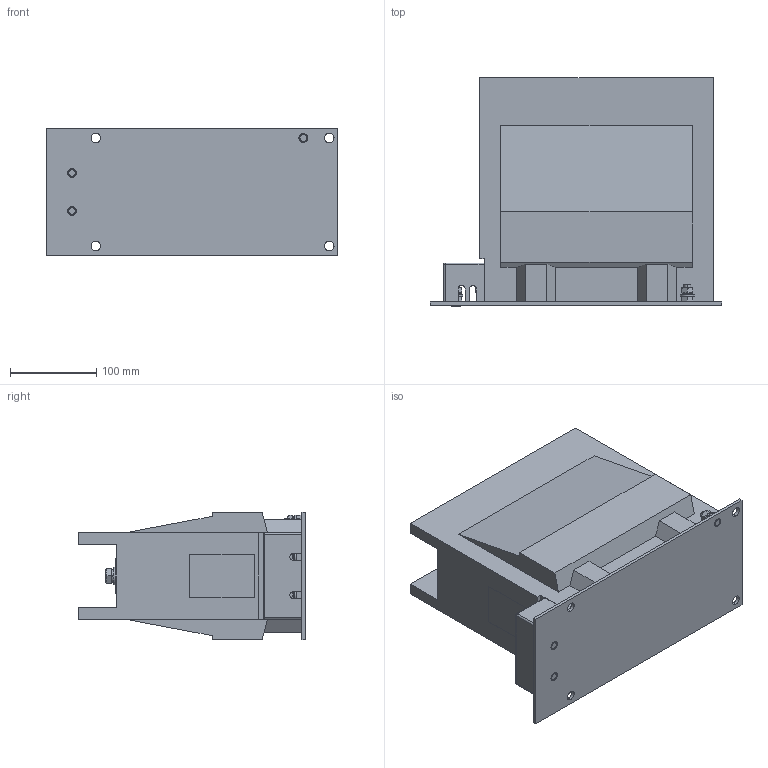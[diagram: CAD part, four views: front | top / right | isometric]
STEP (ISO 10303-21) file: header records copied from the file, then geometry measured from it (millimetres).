
FILE_DESCRIPTION (( 'STEP AP214' ), '1' );
FILE_NAME ('ﾒﾋﾊ-ﾑﾒ-10-4ﾌ_ﾒﾎﾋ-ﾑﾒ-10-4ﾌ .STEP', '2023-08-09T19:33:22', ( '' ), ( '' ), 'SwSTEP 2.0', 'SolidWorks 2019', '' );
FILE_SCHEMA (( 'AUTOMOTIVE_DESIGN' ));
Length unit declared in the file: millimetre
Products named in the file (1): ﾒﾋﾊ-ﾑﾒ-10-4ﾌ_ﾒﾎﾋ-ﾑﾒ-10-4ﾌ 
Bounding box: 337.5 x 263.6 x 148 mm (x, y, z)
Volume: 7513927.8 mm3; surface area: 384033.4 mm2
Topology: 41 solids, 41 shells, 1043 faces, 2660 edges, 1738 vertices
Faces by surface type: plane 543, cylinder 193, bspline 154, cone 125, torus 22, sphere 6
Entity records: 48865 total; most frequent: CARTESIAN_POINT 12650, ORIENTED_EDGE 5308, DIRECTION 4540, EDGE_CURVE 2654, VERTEX_POINT 1738, AXIS2_PLACEMENT_3D 1564, VECTOR 1412, LINE 1412
